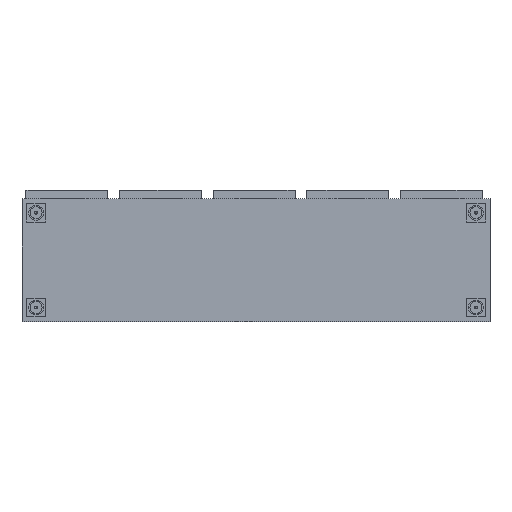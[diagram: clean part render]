
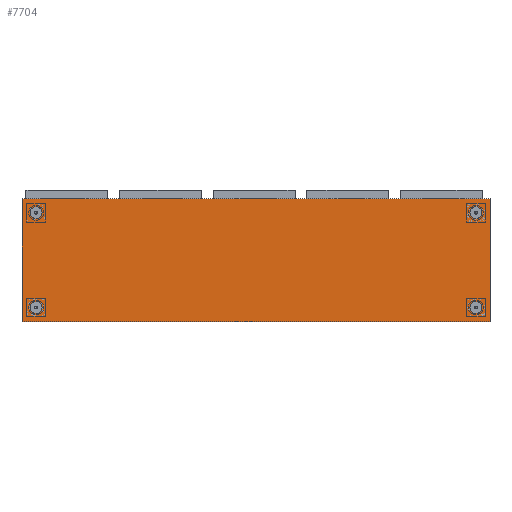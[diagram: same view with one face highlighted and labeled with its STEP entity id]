
A CAD part, front view. The second image highlights one B-rep face of the part: STEP entity #7704.
In plain terms, the highlighted planar face has unit normal (0, -1, 0).
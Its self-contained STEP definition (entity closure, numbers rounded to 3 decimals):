
#1=DIRECTION('',(0.,0.,1.));
#2=VECTOR('',#1,105.);
#3=CARTESIAN_POINT('',(-200.,-52.5,-52.5));
#4=LINE('',#3,#2);
#5=DIRECTION('',(1.,0.,0.));
#6=VECTOR('',#5,400.);
#7=CARTESIAN_POINT('',(-200.,-52.5,52.5));
#8=LINE('',#7,#6);
#9=DIRECTION('',(0.,0.,-1.));
#10=VECTOR('',#9,105.);
#11=CARTESIAN_POINT('',(200.,-52.5,52.5));
#12=LINE('',#11,#10);
#13=DIRECTION('',(-1.,0.,0.));
#14=VECTOR('',#13,400.);
#15=CARTESIAN_POINT('',(200.,-52.5,-52.5));
#16=LINE('',#15,#14);
#17=CARTESIAN_POINT('',(188.,-52.5,40.5));
#18=DIRECTION('',(0.,-1.,0.));
#19=DIRECTION('',(-1.,0.,0.));
#20=AXIS2_PLACEMENT_3D('',#17,#18,#19);
#22=CARTESIAN_POINT('',(188.,-52.5,40.5));
#23=DIRECTION('',(0.,-1.,0.));
#24=DIRECTION('',(1.,0.,0.));
#25=AXIS2_PLACEMENT_3D('',#22,#23,#24);
#27=CARTESIAN_POINT('',(-188.,-52.5,40.5));
#28=DIRECTION('',(0.,-1.,0.));
#29=DIRECTION('',(-1.,0.,0.));
#30=AXIS2_PLACEMENT_3D('',#27,#28,#29);
#32=CARTESIAN_POINT('',(-188.,-52.5,40.5));
#33=DIRECTION('',(0.,-1.,0.));
#34=DIRECTION('',(1.,0.,0.));
#35=AXIS2_PLACEMENT_3D('',#32,#33,#34);
#37=CARTESIAN_POINT('',(-188.,-52.5,-40.5));
#38=DIRECTION('',(0.,-1.,0.));
#39=DIRECTION('',(-1.,0.,0.));
#40=AXIS2_PLACEMENT_3D('',#37,#38,#39);
#42=CARTESIAN_POINT('',(-188.,-52.5,-40.5));
#43=DIRECTION('',(0.,-1.,0.));
#44=DIRECTION('',(1.,0.,0.));
#45=AXIS2_PLACEMENT_3D('',#42,#43,#44);
#47=CARTESIAN_POINT('',(188.,-52.5,-40.5));
#48=DIRECTION('',(0.,-1.,0.));
#49=DIRECTION('',(-1.,0.,0.));
#50=AXIS2_PLACEMENT_3D('',#47,#48,#49);
#52=CARTESIAN_POINT('',(188.,-52.5,-40.5));
#53=DIRECTION('',(0.,-1.,0.));
#54=DIRECTION('',(1.,0.,0.));
#55=AXIS2_PLACEMENT_3D('',#52,#53,#54);
#5857=CARTESIAN_POINT('',(-200.,-52.5,-52.5));
#5858=CARTESIAN_POINT('',(-200.,-52.5,52.5));
#5859=VERTEX_POINT('',#5857);
#5860=VERTEX_POINT('',#5858);
#5861=CARTESIAN_POINT('',(200.,-52.5,52.5));
#5862=VERTEX_POINT('',#5861);
#5863=CARTESIAN_POINT('',(200.,-52.5,-52.5));
#5864=VERTEX_POINT('',#5863);
#6015=CARTESIAN_POINT('',(182.875,-52.5,40.5));
#6016=CARTESIAN_POINT('',(193.125,-52.5,40.5));
#6017=VERTEX_POINT('',#6015);
#6018=VERTEX_POINT('',#6016);
#6025=CARTESIAN_POINT('',(-193.125,-52.5,40.5));
#6026=CARTESIAN_POINT('',(-182.875,-52.5,40.5));
#6027=VERTEX_POINT('',#6025);
#6028=VERTEX_POINT('',#6026);
#6035=CARTESIAN_POINT('',(-193.125,-52.5,-40.5));
#6036=CARTESIAN_POINT('',(-182.875,-52.5,-40.5));
#6037=VERTEX_POINT('',#6035);
#6038=VERTEX_POINT('',#6036);
#6045=CARTESIAN_POINT('',(182.875,-52.5,-40.5));
#6046=CARTESIAN_POINT('',(193.125,-52.5,-40.5));
#6047=VERTEX_POINT('',#6045);
#6048=VERTEX_POINT('',#6046);
#7665=CARTESIAN_POINT('',(0.,-52.5,0.));
#7666=DIRECTION('',(0.,1.,0.));
#7667=DIRECTION('',(1.,0.,0.));
#7668=AXIS2_PLACEMENT_3D('',#7665,#7666,#7667);
#7669=PLANE('',#7668);
#7671=ORIENTED_EDGE('',*,*,#7670,.T.);
#7673=ORIENTED_EDGE('',*,*,#7672,.T.);
#7675=ORIENTED_EDGE('',*,*,#7674,.T.);
#7677=ORIENTED_EDGE('',*,*,#7676,.T.);
#7678=EDGE_LOOP('',(#7671,#7673,#7675,#7677));
#7679=FACE_OUTER_BOUND('',#7678,.F.);
#7681=ORIENTED_EDGE('',*,*,#7680,.T.);
#7683=ORIENTED_EDGE('',*,*,#7682,.T.);
#7684=EDGE_LOOP('',(#7681,#7683));
#7685=FACE_BOUND('',#7684,.F.);
#7687=ORIENTED_EDGE('',*,*,#7686,.T.);
#7689=ORIENTED_EDGE('',*,*,#7688,.T.);
#7690=EDGE_LOOP('',(#7687,#7689));
#7691=FACE_BOUND('',#7690,.F.);
#7693=ORIENTED_EDGE('',*,*,#7692,.T.);
#7695=ORIENTED_EDGE('',*,*,#7694,.T.);
#7696=EDGE_LOOP('',(#7693,#7695));
#7697=FACE_BOUND('',#7696,.F.);
#7699=ORIENTED_EDGE('',*,*,#7698,.T.);
#7701=ORIENTED_EDGE('',*,*,#7700,.T.);
#7702=EDGE_LOOP('',(#7699,#7701));
#7703=FACE_BOUND('',#7702,.F.);
#7704=ADVANCED_FACE('',(#7679,#7685,#7691,#7697,#7703),#7669,.F.);
#21=CIRCLE('',#20,5.125);
#26=CIRCLE('',#25,5.125);
#31=CIRCLE('',#30,5.125);
#36=CIRCLE('',#35,5.125);
#41=CIRCLE('',#40,5.125);
#46=CIRCLE('',#45,5.125);
#51=CIRCLE('',#50,5.125);
#56=CIRCLE('',#55,5.125);
#7670=EDGE_CURVE('',#5859,#5860,#4,.T.);
#7672=EDGE_CURVE('',#5860,#5862,#8,.T.);
#7674=EDGE_CURVE('',#5862,#5864,#12,.T.);
#7676=EDGE_CURVE('',#5864,#5859,#16,.T.);
#7680=EDGE_CURVE('',#6017,#6018,#21,.T.);
#7682=EDGE_CURVE('',#6018,#6017,#26,.T.);
#7686=EDGE_CURVE('',#6027,#6028,#31,.T.);
#7688=EDGE_CURVE('',#6028,#6027,#36,.T.);
#7692=EDGE_CURVE('',#6037,#6038,#41,.T.);
#7694=EDGE_CURVE('',#6038,#6037,#46,.T.);
#7698=EDGE_CURVE('',#6047,#6048,#51,.T.);
#7700=EDGE_CURVE('',#6048,#6047,#56,.T.);
